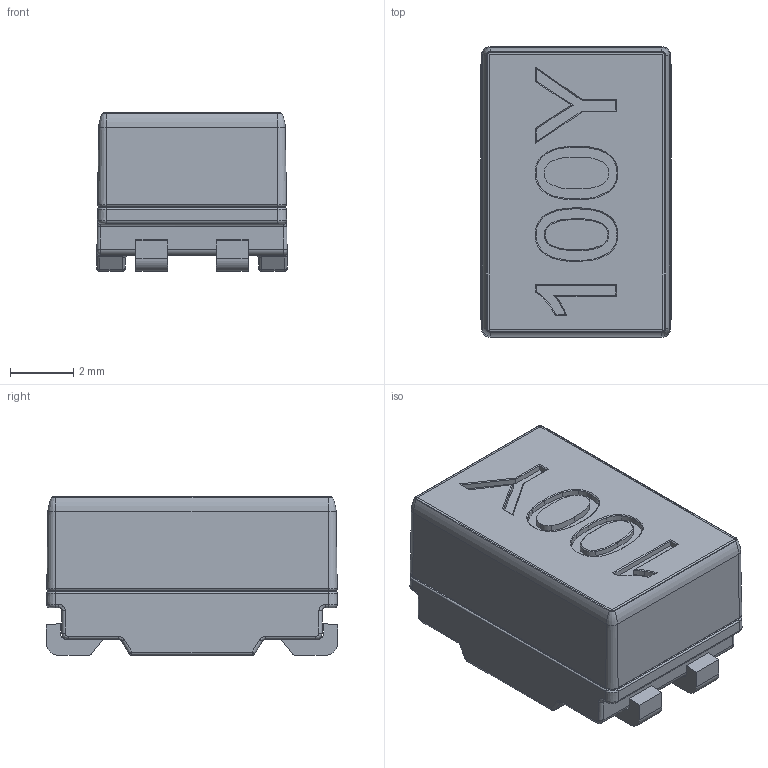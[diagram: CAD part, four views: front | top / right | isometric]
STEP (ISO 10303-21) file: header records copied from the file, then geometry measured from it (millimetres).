
FILE_DESCRIPTION(/* description */ (''),/* implementation_level */ '2;1');
FILE_NAME(/* name */ 'Fileter_BOURNS_SRF0905A_6x9x5.step',/* time_stamp */ '2022-05-13T14:53:45+12:00',/* author */ (''),/* organization */ (''),/* preprocessor_version */ 'ST-DEVELOPER v18.1',/* originating_system */ 'Autodesk Translation Framework v10.14.0.1471',/* authorisation */ '');
FILE_SCHEMA (('AUTOMOTIVE_DESIGN { 1 0 10303 214 3 1 1 }'));
Length unit declared in the file: millimetre
Products named in the file (2): Fileter_BOURNS_SRF0905A_6x9x5; terminals
Assembly tree (1 placements, depth 2):
  Fileter_BOURNS_SRF0905A_6x9x5
    terminals
Bounding box: 6.01 x 9.2 x 5 mm (x, y, z)
Volume: 243.6 mm3; surface area: 385.8 mm2
Topology: 6 solids, 6 shells, 308 faces, 716 edges, 427 vertices
Faces by surface type: bspline 124, plane 95, cylinder 63, torus 12, cone 8, sphere 6
Entity records: 11446 total; most frequent: CARTESIAN_POINT 5081, ORIENTED_EDGE 1432, DIRECTION 1056, EDGE_CURVE 716, VERTEX_POINT 427, AXIS2_PLACEMENT_3D 355, LINE 346, VECTOR 346
